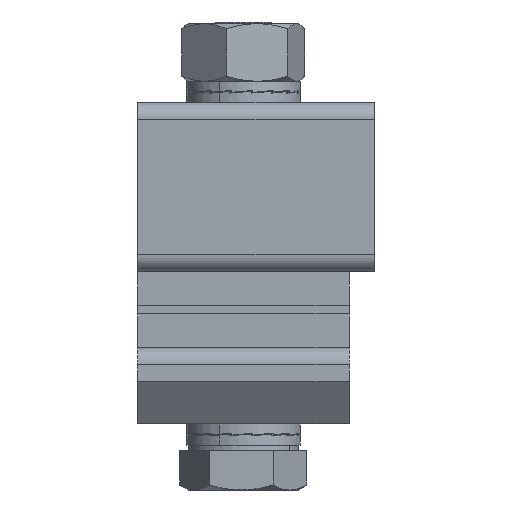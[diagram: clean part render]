
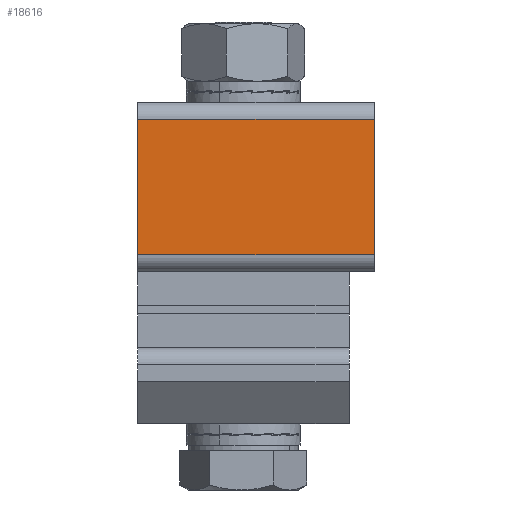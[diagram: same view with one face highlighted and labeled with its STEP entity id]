
A CAD part, left-side view. The second image highlights one B-rep face of the part: STEP entity #18616.
In plain terms, the highlighted planar face has unit normal (-1, 0, 0).
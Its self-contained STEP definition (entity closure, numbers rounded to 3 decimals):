
#713 = CARTESIAN_POINT ( 'NONE',  ( -110., 12.5, 9. ) ) ;
#831 = EDGE_LOOP ( 'NONE', ( #12542, #4514, #12128, #4936 ) ) ;
#1502 = VERTEX_POINT ( 'NONE', #6380 ) ;
#1989 = CARTESIAN_POINT ( 'NONE',  ( -110., -15.5, 11. ) ) ;
#2027 = DIRECTION ( 'NONE',  ( 0., 1., 0. ) ) ;
#2393 = VECTOR ( 'NONE', #11962, 1000. ) ;
#2490 = DIRECTION ( 'NONE',  ( 1., 0., 0. ) ) ;
#2547 = EDGE_CURVE ( 'NONE', #1502, #10950, #12845, .T. ) ;
#3923 = DIRECTION ( 'NONE',  ( 0., 0., 1. ) ) ;
#4130 = DIRECTION ( 'NONE',  ( 0., 0., -1. ) ) ;
#4514 = ORIENTED_EDGE ( 'NONE', *, *, #17953, .T. ) ;
#4936 = ORIENTED_EDGE ( 'NONE', *, *, #6742, .T. ) ;
#5130 = FACE_OUTER_BOUND ( 'NONE', #831, .T. ) ;
#5187 = CARTESIAN_POINT ( 'NONE',  ( -110., 12.5, 9. ) ) ;
#6380 = CARTESIAN_POINT ( 'NONE',  ( -110., -15.5, 11. ) ) ;
#6742 = EDGE_CURVE ( 'NONE', #18538, #1502, #15858, .T. ) ;
#7135 = DIRECTION ( 'NONE',  ( 0., 0., 1. ) ) ;
#9569 = VECTOR ( 'NONE', #7135, 1000. ) ;
#9908 = CARTESIAN_POINT ( 'NONE',  ( -110., 12.5, 27. ) ) ;
#9954 = VERTEX_POINT ( 'NONE', #11265 ) ;
#10167 = CARTESIAN_POINT ( 'NONE',  ( -110., 12.5, 11. ) ) ;
#10859 = LINE ( 'NONE', #5187, #9569 ) ;
#10950 = VERTEX_POINT ( 'NONE', #12120 ) ;
#11265 = CARTESIAN_POINT ( 'NONE',  ( -110., 12.5, 27. ) ) ;
#11962 = DIRECTION ( 'NONE',  ( 0., -1., 0. ) ) ;
#12120 = CARTESIAN_POINT ( 'NONE',  ( -110., -15.5, 27. ) ) ;
#12128 = ORIENTED_EDGE ( 'NONE', *, *, #20525, .F. ) ;
#12542 = ORIENTED_EDGE ( 'NONE', *, *, #2547, .T. ) ;
#12845 = LINE ( 'NONE', #16843, #20934 ) ;
#13565 = LINE ( 'NONE', #9908, #17346 ) ;
#15418 = AXIS2_PLACEMENT_3D ( 'NONE', #713, #2490, #4130 ) ;
#15858 = LINE ( 'NONE', #1989, #2393 ) ;
#16843 = CARTESIAN_POINT ( 'NONE',  ( -110., -15.5, 9. ) ) ;
#17346 = VECTOR ( 'NONE', #2027, 1000. ) ;
#17953 = EDGE_CURVE ( 'NONE', #10950, #9954, #13565, .T. ) ;
#18538 = VERTEX_POINT ( 'NONE', #10167 ) ;
#18616 = ADVANCED_FACE ( 'NONE', ( #5130 ), #20333, .F. ) ;
#20333 = PLANE ( 'NONE',  #15418 ) ;
#20525 = EDGE_CURVE ( 'NONE', #18538, #9954, #10859, .T. ) ;
#20934 = VECTOR ( 'NONE', #3923, 1000. ) ;
